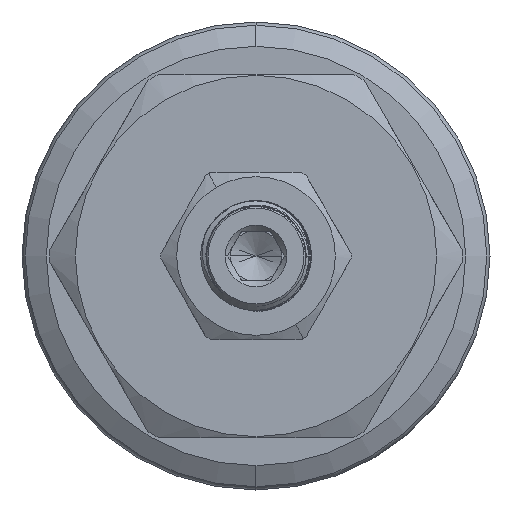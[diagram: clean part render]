
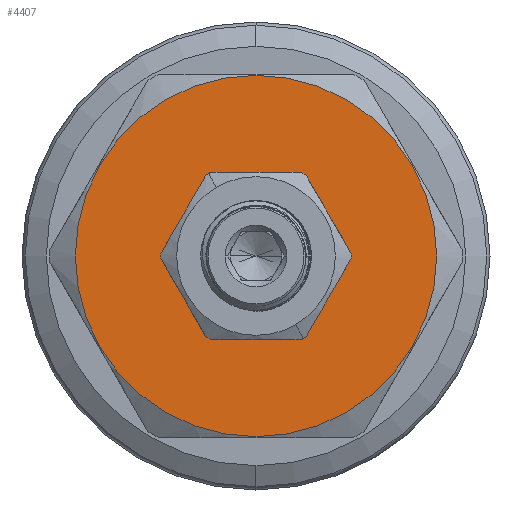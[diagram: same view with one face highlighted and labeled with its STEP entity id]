
A CAD part, left-side view. The second image highlights one B-rep face of the part: STEP entity #4407.
In plain terms, the highlighted planar face has unit normal (-1, 0, 0).
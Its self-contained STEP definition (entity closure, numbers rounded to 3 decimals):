
#1470 = AXIS2_PLACEMENT_3D ( 'NONE', #15707, #15708, #15709 ) ;
#1645 = AXIS2_PLACEMENT_3D ( 'NONE', #15145, #15150, #15149 ) ;
#1707 = AXIS2_PLACEMENT_3D ( 'NONE', #10965, #11156, #11135 ) ;
#1728 = AXIS2_PLACEMENT_3D ( 'NONE', #14028, #14038, #14059 ) ;
#1849 = ORIENTED_EDGE ( 'NONE', *, *, #3535, .F. ) ;
#1959 = ORIENTED_EDGE ( 'NONE', *, *, #2970, .T. ) ;
#2347 = ORIENTED_EDGE ( 'NONE', *, *, #3412, .F. ) ;
#2970 = EDGE_CURVE ( 'NONE', #17398, #17371, #14384, .T. ) ;
#3097 = EDGE_CURVE ( 'NONE', #17371, #17398, #14352, .T. ) ;
#3412 = EDGE_CURVE ( 'NONE', #17000, #17459, #18734, .T. ) ;
#3535 = EDGE_CURVE ( 'NONE', #17459, #17000, #18581, .T. ) ;
#4407 = ADVANCED_FACE ( 'NONE', ( #6335, #6387 ), #8805, .F. ) ;
#5288 = AXIS2_PLACEMENT_3D ( 'NONE', #8798, #8809, #8811 ) ;
#6335 = FACE_OUTER_BOUND ( 'NONE', #18013, .T. ) ;
#6387 = FACE_BOUND ( 'NONE', #18032, .T. ) ;
#8798 = CARTESIAN_POINT ( 'NONE',  ( -100.432, 47.003, 20.6 ) ) ;
#8805 = PLANE ( 'NONE',  #5288 ) ;
#8809 = DIRECTION ( 'NONE',  ( 1., 0., 0. ) ) ;
#8811 = DIRECTION ( 'NONE',  ( 0., 0., -1. ) ) ;
#10965 = CARTESIAN_POINT ( 'NONE',  ( -100.432, 11.323, 0. ) ) ;
#11135 = DIRECTION ( 'NONE',  ( 0., 0., 1. ) ) ;
#11156 = DIRECTION ( 'NONE',  ( -1., 0., 0. ) ) ;
#12920 = CARTESIAN_POINT ( 'NONE',  ( -100.432, 15.823, 7.794 ) ) ;
#13230 = CARTESIAN_POINT ( 'NONE',  ( -100.432, 11.323, 20.5 ) ) ;
#13263 = CARTESIAN_POINT ( 'NONE',  ( -100.432, 11.323, -20.5 ) ) ;
#13348 = CARTESIAN_POINT ( 'NONE',  ( -100.432, 6.823, -7.794 ) ) ;
#14028 = CARTESIAN_POINT ( 'NONE',  ( -100.432, 11.323, 0. ) ) ;
#14038 = DIRECTION ( 'NONE',  ( -1., 0., 0. ) ) ;
#14059 = DIRECTION ( 'NONE',  ( 0., 0., 1. ) ) ;
#14352 = CIRCLE ( 'NONE', #1728, 20.5 ) ;
#14384 = CIRCLE ( 'NONE', #1707, 20.5 ) ;
#15145 = CARTESIAN_POINT ( 'NONE',  ( -100.432, 11.323, 0. ) ) ;
#15149 = DIRECTION ( 'NONE',  ( 0., 0.5, 0.866 ) ) ;
#15150 = DIRECTION ( 'NONE',  ( -1., 0., 0. ) ) ;
#15707 = CARTESIAN_POINT ( 'NONE',  ( -100.432, 11.323, 0. ) ) ;
#15708 = DIRECTION ( 'NONE',  ( -1., 0., 0. ) ) ;
#15709 = DIRECTION ( 'NONE',  ( 0., 0.5, 0.866 ) ) ;
#17000 = VERTEX_POINT ( 'NONE', #12920 ) ;
#17247 = ORIENTED_EDGE ( 'NONE', *, *, #3097, .T. ) ;
#17371 = VERTEX_POINT ( 'NONE', #13230 ) ;
#17398 = VERTEX_POINT ( 'NONE', #13263 ) ;
#17459 = VERTEX_POINT ( 'NONE', #13348 ) ;
#18013 = EDGE_LOOP ( 'NONE', ( #1959, #17247 ) ) ;
#18032 = EDGE_LOOP ( 'NONE', ( #2347, #1849 ) ) ;
#18581 = CIRCLE ( 'NONE', #1470, 9. ) ;
#18734 = CIRCLE ( 'NONE', #1645, 9. ) ;
